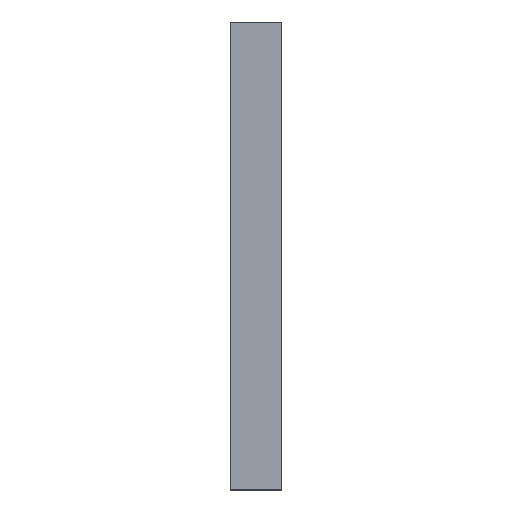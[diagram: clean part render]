
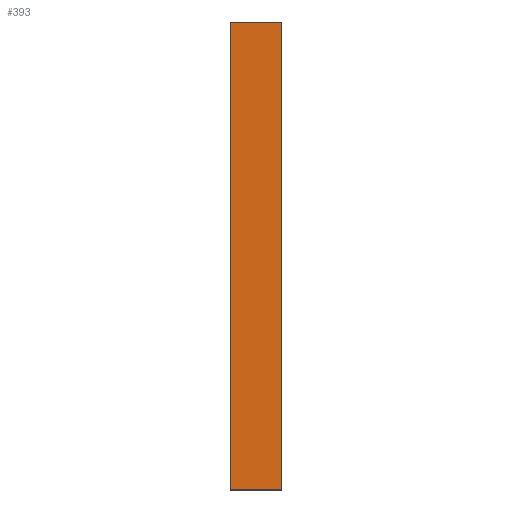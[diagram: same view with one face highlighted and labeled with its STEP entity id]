
A CAD part, top view. The second image highlights one B-rep face of the part: STEP entity #393.
In plain terms, the highlighted planar face has unit normal (0, 0, 1).
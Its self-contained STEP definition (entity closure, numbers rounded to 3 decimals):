
#164 = ORIENTED_EDGE ( 'NONE', *, *, #866, .F. ) ;
#219 = CARTESIAN_POINT ( 'NONE',  ( 10., 45., 45. ) ) ;
#236 = EDGE_LOOP ( 'NONE', ( #1553, #164, #306, #1814 ) ) ;
#261 = DIRECTION ( 'NONE',  ( 0., 0., -1. ) ) ;
#306 = ORIENTED_EDGE ( 'NONE', *, *, #396, .F. ) ;
#355 = CARTESIAN_POINT ( 'NONE',  ( 0., -45., 45. ) ) ;
#366 = EDGE_CURVE ( 'NONE', #864, #564, #1942, .T. ) ;
#393 = ADVANCED_FACE ( 'NONE', ( #1621 ), #729, .F. ) ;
#396 = EDGE_CURVE ( 'NONE', #537, #1647, #734, .T. ) ;
#537 = VERTEX_POINT ( 'NONE', #1715 ) ;
#556 = CARTESIAN_POINT ( 'NONE',  ( 0., -45., 45. ) ) ;
#558 = DIRECTION ( 'NONE',  ( -1., 0., 0. ) ) ;
#564 = VERTEX_POINT ( 'NONE', #355 ) ;
#690 = AXIS2_PLACEMENT_3D ( 'NONE', #1959, #261, #880 ) ;
#729 = PLANE ( 'NONE',  #690 ) ;
#734 = LINE ( 'NONE', #1947, #810 ) ;
#735 = VECTOR ( 'NONE', #1369, 1000. ) ;
#804 = CARTESIAN_POINT ( 'NONE',  ( 10., -45., 45. ) ) ;
#810 = VECTOR ( 'NONE', #1500, 1000. ) ;
#864 = VERTEX_POINT ( 'NONE', #1818 ) ;
#866 = EDGE_CURVE ( 'NONE', #1647, #564, #1622, .T. ) ;
#880 = DIRECTION ( 'NONE',  ( -1., 0., 0. ) ) ;
#924 = VECTOR ( 'NONE', #558, 1000. ) ;
#1266 = VECTOR ( 'NONE', #1613, 1000. ) ;
#1294 = EDGE_CURVE ( 'NONE', #537, #864, #1593, .T. ) ;
#1369 = DIRECTION ( 'NONE',  ( -1., 0., 0. ) ) ;
#1500 = DIRECTION ( 'NONE',  ( 0., -1., 0. ) ) ;
#1553 = ORIENTED_EDGE ( 'NONE', *, *, #366, .T. ) ;
#1593 = LINE ( 'NONE', #219, #924 ) ;
#1613 = DIRECTION ( 'NONE',  ( 0., -1., 0. ) ) ;
#1621 = FACE_OUTER_BOUND ( 'NONE', #236, .T. ) ;
#1622 = LINE ( 'NONE', #1629, #735 ) ;
#1629 = CARTESIAN_POINT ( 'NONE',  ( 10., -45., 45. ) ) ;
#1647 = VERTEX_POINT ( 'NONE', #804 ) ;
#1715 = CARTESIAN_POINT ( 'NONE',  ( 10., 45., 45. ) ) ;
#1814 = ORIENTED_EDGE ( 'NONE', *, *, #1294, .T. ) ;
#1818 = CARTESIAN_POINT ( 'NONE',  ( 0., 45., 45. ) ) ;
#1942 = LINE ( 'NONE', #556, #1266 ) ;
#1947 = CARTESIAN_POINT ( 'NONE',  ( 10., -45., 45. ) ) ;
#1959 = CARTESIAN_POINT ( 'NONE',  ( 10., -45., 45. ) ) ;
